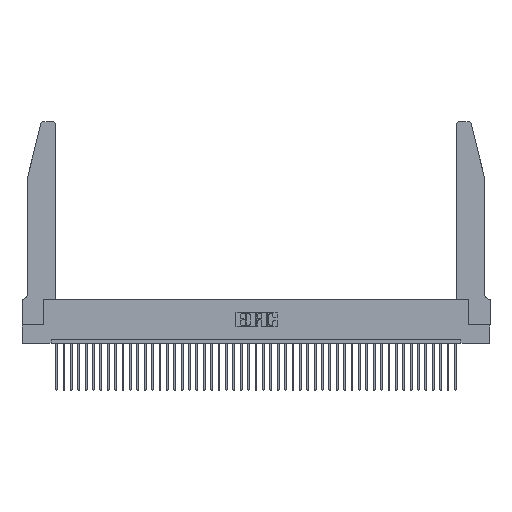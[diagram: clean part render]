
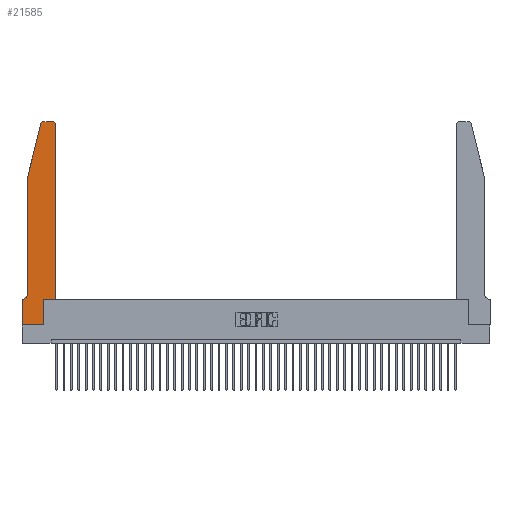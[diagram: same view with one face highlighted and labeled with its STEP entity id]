
A CAD part, top view. The second image highlights one B-rep face of the part: STEP entity #21585.
In plain terms, the highlighted planar face has unit normal (0, 0, 1).
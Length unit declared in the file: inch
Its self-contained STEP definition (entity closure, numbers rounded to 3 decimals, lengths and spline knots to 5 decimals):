
#993 = AXIS2_PLACEMENT_3D ( 'NONE', #19069, #25553, #25869 ) ;
#1417 = VERTEX_POINT ( 'NONE', #42005 ) ;
#1436 = DIRECTION ( 'NONE',  ( -1., 0., 0. ) ) ;
#1899 = DIRECTION ( 'NONE',  ( 0., 0., -1. ) ) ;
#3012 = VERTEX_POINT ( 'NONE', #44420 ) ;
#3153 = AXIS2_PLACEMENT_3D ( 'NONE', #37283, #26823, #43712 ) ;
#3497 = EDGE_CURVE ( 'NONE', #4979, #18011, #15767, .T. ) ;
#3507 = AXIS2_PLACEMENT_3D ( 'NONE', #14581, #25226, #21621 ) ;
#4070 = VERTEX_POINT ( 'NONE', #32422 ) ;
#4085 = DIRECTION ( 'NONE',  ( 0., -1., 0. ) ) ;
#4265 = CARTESIAN_POINT ( 'NONE',  ( 0.0755, 0.42, 0.37 ) ) ;
#4979 = VERTEX_POINT ( 'NONE', #20793 ) ;
#5140 = CARTESIAN_POINT ( 'NONE',  ( 0.2605, 2.75, 0.37 ) ) ;
#5868 = CARTESIAN_POINT ( 'NONE',  ( 0.4505, 0.35, 0.37 ) ) ;
#6011 = ORIENTED_EDGE ( 'NONE', *, *, #3497, .T. ) ;
#6411 = PLANE ( 'NONE',  #3153 ) ;
#6461 = CARTESIAN_POINT ( 'NONE',  ( 0.284, 2.75, 0.37 ) ) ;
#7030 = CARTESIAN_POINT ( 'NONE',  ( 0.25487, 2.72718, 0.37 ) ) ;
#7718 = VECTOR ( 'NONE', #23712, 39.37008 ) ;
#8355 = EDGE_CURVE ( 'NONE', #10233, #3012, #34785, .T. ) ;
#8520 = LINE ( 'NONE', #19285, #19795 ) ;
#9318 = CARTESIAN_POINT ( 'NONE',  ( 0.0755, 2., 0.37 ) ) ;
#9683 = AXIS2_PLACEMENT_3D ( 'NONE', #42520, #1899, #1436 ) ;
#9867 = CARTESIAN_POINT ( 'NONE',  ( 0.2865, 0., 0.37 ) ) ;
#10233 = VERTEX_POINT ( 'NONE', #42134 ) ;
#10375 = VERTEX_POINT ( 'NONE', #19978 ) ;
#11585 = CIRCLE ( 'NONE', #9683, 0.07 ) ;
#12399 = VERTEX_POINT ( 'NONE', #4265 ) ;
#12563 = EDGE_CURVE ( 'NONE', #18011, #10233, #37591, .T. ) ;
#12914 = VERTEX_POINT ( 'NONE', #36668 ) ;
#13004 = ORIENTED_EDGE ( 'NONE', *, *, #25476, .T. ) ;
#13445 = ORIENTED_EDGE ( 'NONE', *, *, #17243, .T. ) ;
#14581 = CARTESIAN_POINT ( 'NONE',  ( 0.284, 2.72, 0.37 ) ) ;
#14617 = EDGE_CURVE ( 'NONE', #26856, #37821, #21824, .T. ) ;
#15065 = CARTESIAN_POINT ( 'NONE',  ( 0.0755, 2., 0.37 ) ) ;
#15607 = DIRECTION ( 'NONE',  ( 0., 1., 0. ) ) ;
#15654 = ORIENTED_EDGE ( 'NONE', *, *, #34180, .T. ) ;
#15731 = EDGE_CURVE ( 'NONE', #37821, #4070, #36223, .T. ) ;
#15767 = LINE ( 'NONE', #36748, #22224 ) ;
#15927 = LINE ( 'NONE', #5868, #22916 ) ;
#17243 = EDGE_CURVE ( 'NONE', #12399, #12914, #11585, .T. ) ;
#17581 = CARTESIAN_POINT ( 'NONE',  ( 0.4205, 2.75, 0.37 ) ) ;
#17626 = FACE_OUTER_BOUND ( 'NONE', #18774, .T. ) ;
#17919 = VECTOR ( 'NONE', #39044, 39.37008 ) ;
#18011 = VERTEX_POINT ( 'NONE', #9867 ) ;
#18719 = ORIENTED_EDGE ( 'NONE', *, *, #8355, .T. ) ;
#18774 = EDGE_LOOP ( 'NONE', ( #31456, #33819, #31866, #13004, #13445, #20283, #28440, #6011, #37303, #18719, #19438, #15654 ) ) ;
#19069 = CARTESIAN_POINT ( 'NONE',  ( 0.4205, 2.72, 0.37 ) ) ;
#19285 = CARTESIAN_POINT ( 'NONE',  ( 0.0755, 0.35, 0.37 ) ) ;
#19438 = ORIENTED_EDGE ( 'NONE', *, *, #35030, .T. ) ;
#19756 = DIRECTION ( 'NONE',  ( -1., 0., 0. ) ) ;
#19786 = DIRECTION ( 'NONE',  ( 0., 1., 0. ) ) ;
#19795 = VECTOR ( 'NONE', #19756, 39.37008 ) ;
#19978 = CARTESIAN_POINT ( 'NONE',  ( 0.4505, 2.72, 0.37 ) ) ;
#20283 = ORIENTED_EDGE ( 'NONE', *, *, #33004, .T. ) ;
#20793 = CARTESIAN_POINT ( 'NONE',  ( 0., 0., 0.37 ) ) ;
#20925 = CARTESIAN_POINT ( 'NONE',  ( 0., 0., 0.37 ) ) ;
#21585 = ADVANCED_FACE ( 'NONE', ( #17626 ), #6411, .T. ) ;
#21621 = DIRECTION ( 'NONE',  ( 1., 0., 0. ) ) ;
#21824 = CIRCLE ( 'NONE', #3507, 0.03 ) ;
#22224 = VECTOR ( 'NONE', #43927, 39.37008 ) ;
#22916 = VECTOR ( 'NONE', #19786, 39.37008 ) ;
#23712 = DIRECTION ( 'NONE',  ( 0., -1., 0. ) ) ;
#23906 = LINE ( 'NONE', #5140, #30871 ) ;
#25226 = DIRECTION ( 'NONE',  ( 0., 0., 1. ) ) ;
#25230 = VECTOR ( 'NONE', #15607, 39.37008 ) ;
#25476 = EDGE_CURVE ( 'NONE', #4070, #12399, #37769, .T. ) ;
#25553 = DIRECTION ( 'NONE',  ( 0., 0., 1. ) ) ;
#25607 = CIRCLE ( 'NONE', #993, 0.03 ) ;
#25869 = DIRECTION ( 'NONE',  ( 1., 0., 0. ) ) ;
#26823 = DIRECTION ( 'NONE',  ( 0., 0., 1. ) ) ;
#26856 = VERTEX_POINT ( 'NONE', #6461 ) ;
#28440 = ORIENTED_EDGE ( 'NONE', *, *, #43791, .T. ) ;
#29831 = EDGE_CURVE ( 'NONE', #33916, #26856, #23906, .T. ) ;
#30871 = VECTOR ( 'NONE', #39635, 39.37008 ) ;
#31456 = ORIENTED_EDGE ( 'NONE', *, *, #29831, .T. ) ;
#31866 = ORIENTED_EDGE ( 'NONE', *, *, #15731, .T. ) ;
#32422 = CARTESIAN_POINT ( 'NONE',  ( 0.0755, 2., 0.37 ) ) ;
#32590 = VECTOR ( 'NONE', #4085, 39.37008 ) ;
#32892 = CARTESIAN_POINT ( 'NONE',  ( 0.4505, 0.35, 0.37 ) ) ;
#33004 = EDGE_CURVE ( 'NONE', #12914, #1417, #8520, .T. ) ;
#33819 = ORIENTED_EDGE ( 'NONE', *, *, #14617, .T. ) ;
#33916 = VERTEX_POINT ( 'NONE', #17581 ) ;
#34180 = EDGE_CURVE ( 'NONE', #10375, #33916, #25607, .T. ) ;
#34785 = LINE ( 'NONE', #32892, #39613 ) ;
#35030 = EDGE_CURVE ( 'NONE', #3012, #10375, #15927, .T. ) ;
#36223 = LINE ( 'NONE', #15065, #17919 ) ;
#36668 = CARTESIAN_POINT ( 'NONE',  ( 0.0055, 0.35, 0.37 ) ) ;
#36748 = CARTESIAN_POINT ( 'NONE',  ( 0., 0., 0.37 ) ) ;
#37283 = CARTESIAN_POINT ( 'NONE',  ( 0., 0.35, 0.37 ) ) ;
#37303 = ORIENTED_EDGE ( 'NONE', *, *, #12563, .T. ) ;
#37591 = LINE ( 'NONE', #43159, #25230 ) ;
#37769 = LINE ( 'NONE', #9318, #7718 ) ;
#37821 = VERTEX_POINT ( 'NONE', #7030 ) ;
#39044 = DIRECTION ( 'NONE',  ( -0.239, -0.971, 0. ) ) ;
#39613 = VECTOR ( 'NONE', #40256, 39.37008 ) ;
#39635 = DIRECTION ( 'NONE',  ( -1., 0., 0. ) ) ;
#40256 = DIRECTION ( 'NONE',  ( 1., 0., 0. ) ) ;
#41681 = LINE ( 'NONE', #20925, #32590 ) ;
#42005 = CARTESIAN_POINT ( 'NONE',  ( 0., 0.35, 0.37 ) ) ;
#42134 = CARTESIAN_POINT ( 'NONE',  ( 0.2865, 0.35, 0.37 ) ) ;
#42520 = CARTESIAN_POINT ( 'NONE',  ( 0.0055, 0.42, 0.37 ) ) ;
#43159 = CARTESIAN_POINT ( 'NONE',  ( 0.2865, 0.35, 0.37 ) ) ;
#43712 = DIRECTION ( 'NONE',  ( 1., 0., 0. ) ) ;
#43791 = EDGE_CURVE ( 'NONE', #1417, #4979, #41681, .T. ) ;
#43927 = DIRECTION ( 'NONE',  ( 1., 0., 0. ) ) ;
#44420 = CARTESIAN_POINT ( 'NONE',  ( 0.4505, 0.35, 0.37 ) ) ;
